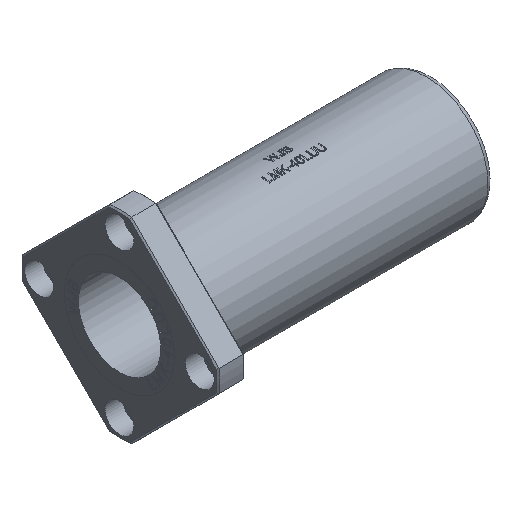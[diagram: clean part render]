
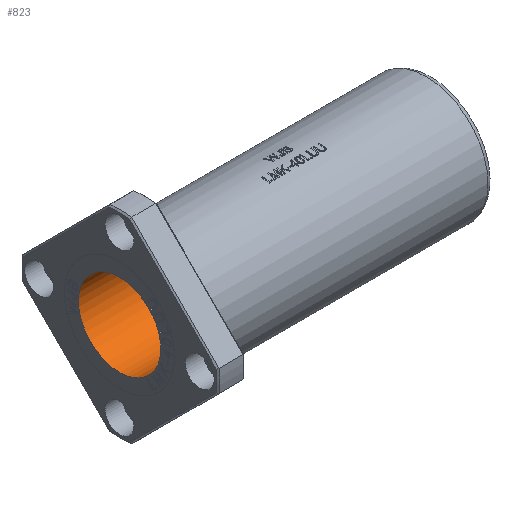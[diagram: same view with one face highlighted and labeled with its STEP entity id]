
A CAD part, isometric view. The second image highlights one B-rep face of the part: STEP entity #823.
In plain terms, the highlighted cylindrical face has radius 20 mm (diameter 40 mm), a full revolution.
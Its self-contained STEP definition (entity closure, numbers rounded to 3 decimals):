
#823=ADVANCED_FACE('',(#1750,#1751),#1204,.F.);
#1204=CYLINDRICAL_SURFACE('',#7166,20.);
#1288=B_SPLINE_CURVE_WITH_KNOTS('',3,(#10141,#10142,#10143,#10144,#10145,
#10146,#10147,#10148,#10149,#10150),.UNSPECIFIED.,.F.,.F.,(4,2,2,2,4),(0.,
0.25,0.5,0.75,1.),.UNSPECIFIED.);
#1289=B_SPLINE_CURVE_WITH_KNOTS('',3,(#10153,#10154,#10155,#10156,#10157,
#10158,#10159,#10160,#10161,#10162),.UNSPECIFIED.,.F.,.F.,(4,2,2,2,4),(0.,
0.25,0.5,0.75,1.),.UNSPECIFIED.);
#1750=FACE_BOUND('',#1870,.T.);
#1751=FACE_BOUND('',#1871,.T.);
#1870=EDGE_LOOP('',(#2682));
#1871=EDGE_LOOP('',(#2683,#2684));
#2336=CIRCLE('',#7148,20.);
#2682=ORIENTED_EDGE('',*,*,#5165,.F.);
#2683=ORIENTED_EDGE('',*,*,#5279,.F.);
#2684=ORIENTED_EDGE('',*,*,#5278,.F.);
#4492=VERTEX_POINT('',#9719);
#4605=VERTEX_POINT('',#10151);
#4606=VERTEX_POINT('',#10152);
#5165=EDGE_CURVE('',#4492,#4492,#2336,.T.);
#5278=EDGE_CURVE('',#4605,#4606,#1288,.T.);
#5279=EDGE_CURVE('',#4606,#4605,#1289,.T.);
#7148=AXIS2_PLACEMENT_3D('',#9718,#7649,#7650);
#7166=AXIS2_PLACEMENT_3D('',#10431,#7788,#7789);
#7649=DIRECTION('',(-1.,0.,0.));
#7650=DIRECTION('',(0.,0.,-1.));
#7788=DIRECTION('',(-1.,0.,0.));
#7789=DIRECTION('',(0.,0.,1.));
#9718=CARTESIAN_POINT('',(150.9,0.,0.));
#9719=CARTESIAN_POINT('',(150.9,0.,-20.));
#10141=CARTESIAN_POINT('',(0.1,0.,-20.));
#10142=CARTESIAN_POINT('',(0.1,5.305,-20.));
#10143=CARTESIAN_POINT('',(0.1,10.392,-17.892));
#10144=CARTESIAN_POINT('',(0.1,17.892,-10.392));
#10145=CARTESIAN_POINT('',(0.1,20.,-5.304));
#10146=CARTESIAN_POINT('',(0.1,20.,5.304));
#10147=CARTESIAN_POINT('',(0.1,17.892,10.392));
#10148=CARTESIAN_POINT('',(0.1,10.392,17.892));
#10149=CARTESIAN_POINT('',(0.1,5.305,20.));
#10150=CARTESIAN_POINT('',(0.1,0.,20.));
#10151=CARTESIAN_POINT('',(0.1,0.,-20.));
#10152=CARTESIAN_POINT('',(0.1,0.,20.));
#10153=CARTESIAN_POINT('',(0.1,0.,20.));
#10154=CARTESIAN_POINT('',(0.1,-5.305,20.));
#10155=CARTESIAN_POINT('',(0.1,-10.392,17.892));
#10156=CARTESIAN_POINT('',(0.1,-17.892,10.392));
#10157=CARTESIAN_POINT('',(0.1,-20.,5.304));
#10158=CARTESIAN_POINT('',(0.1,-20.,-5.304));
#10159=CARTESIAN_POINT('',(0.1,-17.892,-10.392));
#10160=CARTESIAN_POINT('',(0.1,-10.392,-17.892));
#10161=CARTESIAN_POINT('',(0.1,-5.305,-20.));
#10162=CARTESIAN_POINT('',(0.1,0.,-20.));
#10431=CARTESIAN_POINT('',(79.9,0.,0.));
